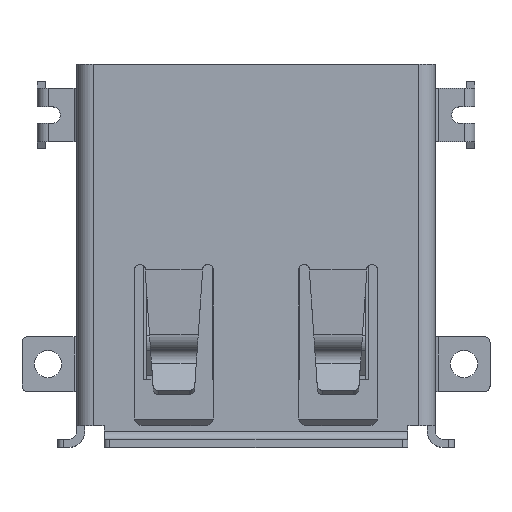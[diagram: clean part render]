
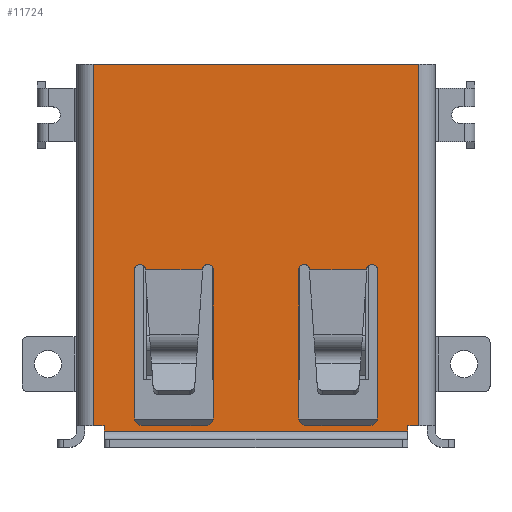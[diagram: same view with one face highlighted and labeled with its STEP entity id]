
A CAD part, top view. The second image highlights one B-rep face of the part: STEP entity #11724.
In plain terms, the highlighted planar face has unit normal (0, 0, 1).
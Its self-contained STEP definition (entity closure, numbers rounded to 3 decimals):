
#98=FACE_BOUND('',#1530,.T.);
#99=FACE_BOUND('',#1531,.T.);
#214=PLANE('',#12483);
#935=FACE_OUTER_BOUND('',#1529,.T.);
#1529=EDGE_LOOP('',(#9094,#9095,#9096,#9097,#9098,#9099,#9100,#9101));
#1530=EDGE_LOOP('',(#9102,#9103,#9104,#9105,#9106,#9107,#9108,#9109));
#1531=EDGE_LOOP('',(#9110,#9111,#9112,#9113,#9114,#9115,#9116,#9117));
#1969=LINE('',#16372,#3393);
#2446=LINE('',#17546,#3870);
#2479=LINE('',#17631,#3903);
#2495=LINE('',#17670,#3919);
#2496=LINE('',#17673,#3920);
#2497=LINE('',#17675,#3921);
#2498=LINE('',#17677,#3922);
#2499=LINE('',#17679,#3923);
#2500=LINE('',#17681,#3924);
#2501=LINE('',#17683,#3925);
#2502=LINE('',#17684,#3926);
#2503=LINE('',#17686,#3927);
#2504=LINE('',#17690,#3928);
#2505=LINE('',#17695,#3929);
#2506=LINE('',#17699,#3930);
#2507=LINE('',#17702,#3931);
#3393=VECTOR('',#13174,11.9);
#3870=VECTOR('',#14155,2.08);
#3903=VECTOR('',#14228,2.08);
#3919=VECTOR('',#14278,5.4);
#3920=VECTOR('',#14281,13.2);
#3921=VECTOR('',#14282,13.2);
#3922=VECTOR('',#14283,0.4);
#3923=VECTOR('',#14284,0.2);
#3924=VECTOR('',#14285,11.1);
#3925=VECTOR('',#14286,0.2);
#3926=VECTOR('',#14287,0.4);
#3927=VECTOR('',#14288,5.4);
#3928=VECTOR('',#14291,2.28);
#3929=VECTOR('',#14296,5.4);
#3930=VECTOR('',#14299,2.28);
#3931=VECTOR('',#14302,5.4);
#4899=CIRCLE('',#12451,0.2);
#4908=CIRCLE('',#12463,0.2);
#4909=CIRCLE('',#12481,0.2);
#4910=CIRCLE('',#12484,0.3);
#4911=CIRCLE('',#12485,0.3);
#4912=CIRCLE('',#12486,0.2);
#4913=CIRCLE('',#12487,0.3);
#4914=CIRCLE('',#12488,0.3);
#5113=VERTEX_POINT('',#16368);
#5115=VERTEX_POINT('',#16371);
#5559=VERTEX_POINT('',#17541);
#5560=VERTEX_POINT('',#17545);
#5561=VERTEX_POINT('',#17557);
#5590=VERTEX_POINT('',#17621);
#5591=VERTEX_POINT('',#17623);
#5592=VERTEX_POINT('',#17630);
#5597=VERTEX_POINT('',#17664);
#5598=VERTEX_POINT('',#17668);
#5599=VERTEX_POINT('',#17672);
#5600=VERTEX_POINT('',#17674);
#5601=VERTEX_POINT('',#17676);
#5602=VERTEX_POINT('',#17678);
#5603=VERTEX_POINT('',#17680);
#5604=VERTEX_POINT('',#17682);
#5605=VERTEX_POINT('',#17685);
#5606=VERTEX_POINT('',#17687);
#5607=VERTEX_POINT('',#17689);
#5608=VERTEX_POINT('',#17692);
#5609=VERTEX_POINT('',#17694);
#5610=VERTEX_POINT('',#17696);
#5611=VERTEX_POINT('',#17698);
#5612=VERTEX_POINT('',#17700);
#6258=EDGE_CURVE('',#5115,#5113,#1969,.T.);
#6854=EDGE_CURVE('',#5559,#5560,#2446,.T.);
#6860=EDGE_CURVE('',#5560,#5561,#4899,.T.);
#6893=EDGE_CURVE('',#5590,#5591,#4908,.T.);
#6897=EDGE_CURVE('',#5592,#5591,#2479,.T.);
#6915=EDGE_CURVE('',#5592,#5597,#4909,.T.);
#6918=EDGE_CURVE('',#5597,#5598,#2495,.T.);
#6919=EDGE_CURVE('',#5115,#5599,#2496,.T.);
#6920=EDGE_CURVE('',#5113,#5600,#2497,.T.);
#6921=EDGE_CURVE('',#5601,#5600,#2498,.T.);
#6922=EDGE_CURVE('',#5601,#5602,#2499,.T.);
#6923=EDGE_CURVE('',#5602,#5603,#2500,.T.);
#6924=EDGE_CURVE('',#5604,#5603,#2501,.T.);
#6925=EDGE_CURVE('',#5599,#5604,#2502,.T.);
#6926=EDGE_CURVE('',#5605,#5590,#2503,.T.);
#6927=EDGE_CURVE('',#5606,#5605,#4910,.T.);
#6928=EDGE_CURVE('',#5607,#5606,#2504,.T.);
#6929=EDGE_CURVE('',#5598,#5607,#4911,.T.);
#6930=EDGE_CURVE('',#5608,#5559,#4912,.T.);
#6931=EDGE_CURVE('',#5609,#5608,#2505,.T.);
#6932=EDGE_CURVE('',#5610,#5609,#4913,.T.);
#6933=EDGE_CURVE('',#5611,#5610,#2506,.T.);
#6934=EDGE_CURVE('',#5612,#5611,#4914,.T.);
#6935=EDGE_CURVE('',#5561,#5612,#2507,.T.);
#9094=ORIENTED_EDGE('',*,*,#6919,.F.);
#9095=ORIENTED_EDGE('',*,*,#6258,.T.);
#9096=ORIENTED_EDGE('',*,*,#6920,.T.);
#9097=ORIENTED_EDGE('',*,*,#6921,.F.);
#9098=ORIENTED_EDGE('',*,*,#6922,.T.);
#9099=ORIENTED_EDGE('',*,*,#6923,.T.);
#9100=ORIENTED_EDGE('',*,*,#6924,.F.);
#9101=ORIENTED_EDGE('',*,*,#6925,.F.);
#9102=ORIENTED_EDGE('',*,*,#6897,.T.);
#9103=ORIENTED_EDGE('',*,*,#6893,.F.);
#9104=ORIENTED_EDGE('',*,*,#6926,.F.);
#9105=ORIENTED_EDGE('',*,*,#6927,.F.);
#9106=ORIENTED_EDGE('',*,*,#6928,.F.);
#9107=ORIENTED_EDGE('',*,*,#6929,.F.);
#9108=ORIENTED_EDGE('',*,*,#6918,.F.);
#9109=ORIENTED_EDGE('',*,*,#6915,.F.);
#9110=ORIENTED_EDGE('',*,*,#6854,.F.);
#9111=ORIENTED_EDGE('',*,*,#6930,.F.);
#9112=ORIENTED_EDGE('',*,*,#6931,.F.);
#9113=ORIENTED_EDGE('',*,*,#6932,.F.);
#9114=ORIENTED_EDGE('',*,*,#6933,.F.);
#9115=ORIENTED_EDGE('',*,*,#6934,.F.);
#9116=ORIENTED_EDGE('',*,*,#6935,.F.);
#9117=ORIENTED_EDGE('',*,*,#6860,.F.);
#11724=ADVANCED_FACE('',(#935,#98,#99),#214,.T.);
#12451=AXIS2_PLACEMENT_3D('',#17558,#14171,#14172);
#12463=AXIS2_PLACEMENT_3D('',#17624,#14219,#14220);
#12481=AXIS2_PLACEMENT_3D('',#17665,#14272,#14273);
#12483=AXIS2_PLACEMENT_3D('',#17671,#14279,#14280);
#12484=AXIS2_PLACEMENT_3D('',#17688,#14289,#14290);
#12485=AXIS2_PLACEMENT_3D('',#17691,#14292,#14293);
#12486=AXIS2_PLACEMENT_3D('',#17693,#14294,#14295);
#12487=AXIS2_PLACEMENT_3D('',#17697,#14297,#14298);
#12488=AXIS2_PLACEMENT_3D('',#17701,#14300,#14301);
#13174=DIRECTION('',(-1.,0.,0.));
#14155=DIRECTION('',(-1.,0.,0.));
#14171=DIRECTION('center_axis',(0.,0.,1.));
#14172=DIRECTION('ref_axis',(1.,0.,0.));
#14219=DIRECTION('center_axis',(0.,0.,1.));
#14220=DIRECTION('ref_axis',(1.,0.,0.));
#14228=DIRECTION('',(1.,0.,0.));
#14272=DIRECTION('center_axis',(0.,0.,1.));
#14273=DIRECTION('ref_axis',(1.,0.,0.));
#14278=DIRECTION('',(0.,-1.,0.));
#14279=DIRECTION('center_axis',(0.,0.,1.));
#14280=DIRECTION('ref_axis',(1.,0.,0.));
#14281=DIRECTION('',(0.,-1.,0.));
#14282=DIRECTION('',(0.,-1.,0.));
#14283=DIRECTION('',(-1.,0.,0.));
#14284=DIRECTION('',(0.,-1.,0.));
#14285=DIRECTION('',(1.,0.,0.));
#14286=DIRECTION('',(0.,-1.,0.));
#14287=DIRECTION('',(-1.,0.,0.));
#14288=DIRECTION('',(0.,1.,0.));
#14289=DIRECTION('center_axis',(0.,0.,1.));
#14290=DIRECTION('ref_axis',(0.,-1.,0.));
#14291=DIRECTION('',(1.,0.,0.));
#14292=DIRECTION('center_axis',(0.,0.,1.));
#14293=DIRECTION('ref_axis',(-1.,0.,0.));
#14294=DIRECTION('center_axis',(0.,0.,1.));
#14295=DIRECTION('ref_axis',(1.,0.,0.));
#14296=DIRECTION('',(0.,1.,0.));
#14297=DIRECTION('center_axis',(0.,0.,1.));
#14298=DIRECTION('ref_axis',(0.,-1.,0.));
#14299=DIRECTION('',(1.,0.,0.));
#14300=DIRECTION('center_axis',(0.,0.,1.));
#14301=DIRECTION('ref_axis',(-1.,0.,0.));
#14302=DIRECTION('',(0.,-1.,0.));
#16368=CARTESIAN_POINT('',(-5.95,1.85,3.6));
#16371=CARTESIAN_POINT('',(5.95,1.85,3.6));
#16372=CARTESIAN_POINT('',(5.95,1.85,3.6));
#17541=CARTESIAN_POINT('',(-1.96,-5.66,3.6));
#17545=CARTESIAN_POINT('',(-4.04,-5.66,3.6));
#17546=CARTESIAN_POINT('',(-1.96,-5.66,3.6));
#17557=CARTESIAN_POINT('',(-4.44,-5.66,3.6));
#17558=CARTESIAN_POINT('Origin',(-4.24,-5.66,3.6));
#17621=CARTESIAN_POINT('',(4.44,-5.66,3.6));
#17623=CARTESIAN_POINT('',(4.04,-5.66,3.6));
#17624=CARTESIAN_POINT('Origin',(4.24,-5.66,3.6));
#17630=CARTESIAN_POINT('',(1.96,-5.66,3.6));
#17631=CARTESIAN_POINT('',(1.96,-5.66,3.6));
#17664=CARTESIAN_POINT('',(1.56,-5.66,3.6));
#17665=CARTESIAN_POINT('Origin',(1.76,-5.66,3.6));
#17668=CARTESIAN_POINT('',(1.56,-11.06,3.6));
#17670=CARTESIAN_POINT('',(1.56,-5.66,3.6));
#17671=CARTESIAN_POINT('Origin',(5.95,1.85,3.6));
#17672=CARTESIAN_POINT('',(5.95,-11.35,3.6));
#17673=CARTESIAN_POINT('',(5.95,1.85,3.6));
#17674=CARTESIAN_POINT('',(-5.95,-11.35,3.6));
#17675=CARTESIAN_POINT('',(-5.95,1.85,3.6));
#17676=CARTESIAN_POINT('',(-5.55,-11.35,3.6));
#17677=CARTESIAN_POINT('',(-5.55,-11.35,3.6));
#17678=CARTESIAN_POINT('',(-5.55,-11.55,3.6));
#17679=CARTESIAN_POINT('',(-5.55,-11.35,3.6));
#17680=CARTESIAN_POINT('',(5.55,-11.55,3.6));
#17681=CARTESIAN_POINT('',(-5.55,-11.55,3.6));
#17682=CARTESIAN_POINT('',(5.55,-11.35,3.6));
#17683=CARTESIAN_POINT('',(5.55,-11.35,3.6));
#17684=CARTESIAN_POINT('',(5.95,-11.35,3.6));
#17685=CARTESIAN_POINT('',(4.44,-11.06,3.6));
#17686=CARTESIAN_POINT('',(4.44,-11.06,3.6));
#17687=CARTESIAN_POINT('',(4.14,-11.36,3.6));
#17688=CARTESIAN_POINT('Origin',(4.14,-11.06,3.6));
#17689=CARTESIAN_POINT('',(1.86,-11.36,3.6));
#17690=CARTESIAN_POINT('',(1.86,-11.36,3.6));
#17691=CARTESIAN_POINT('Origin',(1.86,-11.06,3.6));
#17692=CARTESIAN_POINT('',(-1.56,-5.66,3.6));
#17693=CARTESIAN_POINT('Origin',(-1.76,-5.66,3.6));
#17694=CARTESIAN_POINT('',(-1.56,-11.06,3.6));
#17695=CARTESIAN_POINT('',(-1.56,-11.06,3.6));
#17696=CARTESIAN_POINT('',(-1.86,-11.36,3.6));
#17697=CARTESIAN_POINT('Origin',(-1.86,-11.06,3.6));
#17698=CARTESIAN_POINT('',(-4.14,-11.36,3.6));
#17699=CARTESIAN_POINT('',(-4.14,-11.36,3.6));
#17700=CARTESIAN_POINT('',(-4.44,-11.06,3.6));
#17701=CARTESIAN_POINT('Origin',(-4.14,-11.06,3.6));
#17702=CARTESIAN_POINT('',(-4.44,-5.66,3.6));
